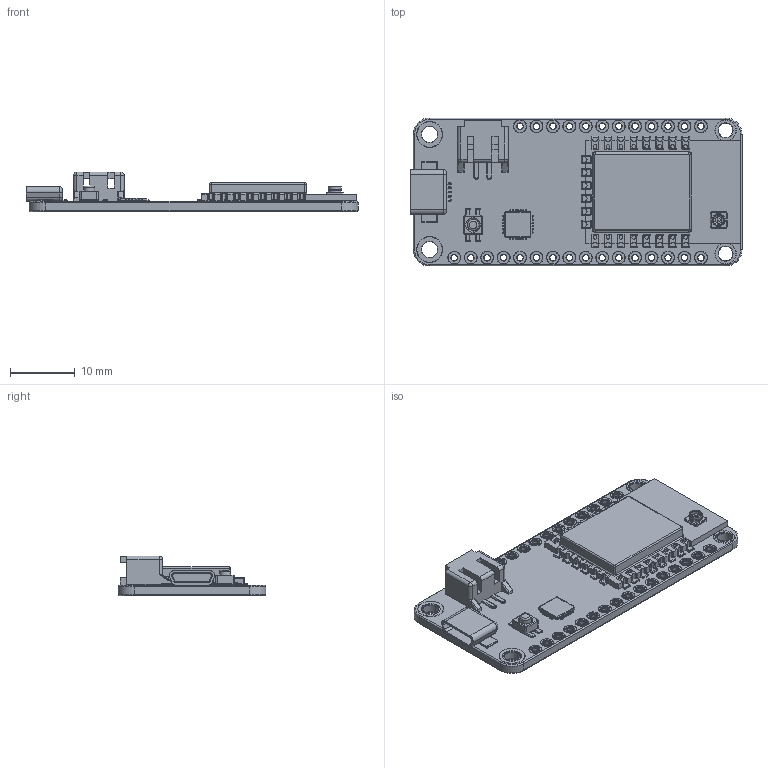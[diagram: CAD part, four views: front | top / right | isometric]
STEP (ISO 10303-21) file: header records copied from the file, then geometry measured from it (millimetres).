
FILE_DESCRIPTION(/* description */ (''),/* implementation_level */ '2;1');
FILE_NAME(/* name */ 'Base PCB.stp',/* time_stamp */ '2016-04-24T00:00:49+06:00',/* author */ ('Admin'),/* organization */ (''),/* preprocessor_version */ 'ST-DEVELOPER v15.6',/* originating_system */ 'Autodesk Inventor 2015',/* authorisation */ '');
FILE_SCHEMA (('AUTOMOTIVE_DESIGN { 1 0 10303 214 3 1 1 }'));
Length unit declared in the file: millimetre
Products named in the file (1): Base PCB
Bounding box: 51.29 x 22.86 x 6.17 mm (x, y, z)
Volume: 2854.6 mm3; surface area: 4975.4 mm2
Topology: 38 solids, 38 shells, 1710 faces, 3984 edges, 2371 vertices
Faces by surface type: cylinder 706, plane 537, torus 226, sphere 215, bspline 26
Full cylindrical faces by diameter (mm): 0.5 x1, 0.6 x16, 0.946 x28, 1.016 x28, 1.5 x1, 1.7 x1, 2 x3, 2.016 x28, 2.216 x2, 2.286 x2, 2.47 x2, 2.54 x2, 3.286 x2, 4.04 x2
Entity records: 47948 total; most frequent: DIRECTION 8626, CARTESIAN_POINT 8061, ORIENTED_EDGE 7140, EDGE_CURVE 3570, AXIS2_PLACEMENT_3D 3389, VERTEX_POINT 2302, EDGE_LOOP 2240, LINE 1848
